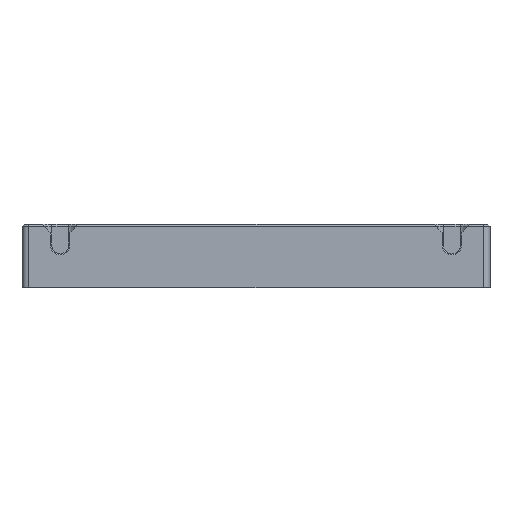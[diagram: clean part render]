
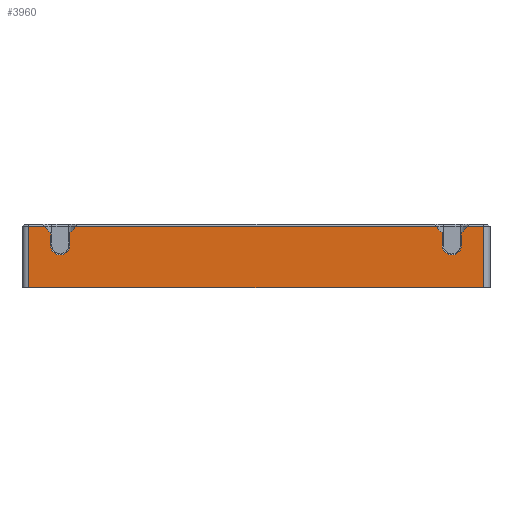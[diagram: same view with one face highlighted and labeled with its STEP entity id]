
A CAD part, top view. The second image highlights one B-rep face of the part: STEP entity #3960.
In plain terms, the highlighted planar face has unit normal (0, 0, 1).
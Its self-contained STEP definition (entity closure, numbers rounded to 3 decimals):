
#264=CIRCLE('',#4317,3.);
#265=CIRCLE('',#4318,1.7);
#266=CIRCLE('',#4319,3.);
#267=CIRCLE('',#4320,3.);
#268=CIRCLE('',#4321,1.7);
#269=CIRCLE('',#4322,3.);
#395=PLANE('',#4316);
#586=FACE_OUTER_BOUND('',#822,.T.);
#822=EDGE_LOOP('',(#3405,#3406,#3407,#3408,#3409,#3410,#3411,#3412,#3413,
#3414,#3415,#3416,#3417,#3418,#3419,#3420));
#1028=LINE('',#6192,#1410);
#1133=LINE('',#7205,#1515);
#1141=LINE('',#7303,#1523);
#1192=LINE('',#7791,#1574);
#1216=LINE('',#7864,#1598);
#1217=LINE('',#7869,#1599);
#1218=LINE('',#7873,#1600);
#1219=LINE('',#7878,#1601);
#1220=LINE('',#7882,#1602);
#1221=LINE('',#7884,#1603);
#1410=VECTOR('',#4771,80.756);
#1515=VECTOR('',#5026,2.876);
#1523=VECTOR('',#5048,64.152);
#1574=VECTOR('',#5207,2.876);
#1598=VECTOR('',#5259,10.9);
#1599=VECTOR('',#5264,2.208);
#1600=VECTOR('',#5267,2.208);
#1601=VECTOR('',#5272,2.208);
#1602=VECTOR('',#5275,2.208);
#1603=VECTOR('',#5278,10.9);
#1830=VERTEX_POINT('',#6189);
#1831=VERTEX_POINT('',#6191);
#1940=VERTEX_POINT('',#7202);
#1941=VERTEX_POINT('',#7204);
#1943=VERTEX_POINT('',#7300);
#1944=VERTEX_POINT('',#7302);
#1967=VERTEX_POINT('',#7788);
#1968=VERTEX_POINT('',#7790);
#1983=VERTEX_POINT('',#7866);
#1984=VERTEX_POINT('',#7868);
#1985=VERTEX_POINT('',#7870);
#1986=VERTEX_POINT('',#7872);
#1987=VERTEX_POINT('',#7875);
#1988=VERTEX_POINT('',#7877);
#1989=VERTEX_POINT('',#7879);
#1990=VERTEX_POINT('',#7881);
#2238=EDGE_CURVE('',#1831,#1830,#1028,.T.);
#2393=EDGE_CURVE('',#1940,#1941,#1133,.T.);
#2403=EDGE_CURVE('',#1943,#1944,#1141,.T.);
#2472=EDGE_CURVE('',#1967,#1968,#1192,.T.);
#2501=EDGE_CURVE('',#1968,#1830,#1216,.T.);
#2502=EDGE_CURVE('',#1967,#1983,#264,.T.);
#2503=EDGE_CURVE('',#1983,#1984,#1217,.T.);
#2504=EDGE_CURVE('',#1984,#1985,#265,.T.);
#2505=EDGE_CURVE('',#1985,#1986,#1218,.T.);
#2506=EDGE_CURVE('',#1986,#1944,#266,.T.);
#2507=EDGE_CURVE('',#1987,#1943,#267,.T.);
#2508=EDGE_CURVE('',#1988,#1987,#1219,.T.);
#2509=EDGE_CURVE('',#1989,#1988,#268,.T.);
#2510=EDGE_CURVE('',#1990,#1989,#1220,.T.);
#2511=EDGE_CURVE('',#1941,#1990,#269,.T.);
#2512=EDGE_CURVE('',#1831,#1940,#1221,.T.);
#3405=ORIENTED_EDGE('',*,*,#2472,.F.);
#3406=ORIENTED_EDGE('',*,*,#2502,.T.);
#3407=ORIENTED_EDGE('',*,*,#2503,.T.);
#3408=ORIENTED_EDGE('',*,*,#2504,.T.);
#3409=ORIENTED_EDGE('',*,*,#2505,.T.);
#3410=ORIENTED_EDGE('',*,*,#2506,.T.);
#3411=ORIENTED_EDGE('',*,*,#2403,.F.);
#3412=ORIENTED_EDGE('',*,*,#2507,.F.);
#3413=ORIENTED_EDGE('',*,*,#2508,.F.);
#3414=ORIENTED_EDGE('',*,*,#2509,.F.);
#3415=ORIENTED_EDGE('',*,*,#2510,.F.);
#3416=ORIENTED_EDGE('',*,*,#2511,.F.);
#3417=ORIENTED_EDGE('',*,*,#2393,.F.);
#3418=ORIENTED_EDGE('',*,*,#2512,.F.);
#3419=ORIENTED_EDGE('',*,*,#2238,.T.);
#3420=ORIENTED_EDGE('',*,*,#2501,.F.);
#3960=ADVANCED_FACE('',(#586),#395,.F.);
#4316=AXIS2_PLACEMENT_3D('',#7865,#5260,#5261);
#4317=AXIS2_PLACEMENT_3D('',#7867,#5262,#5263);
#4318=AXIS2_PLACEMENT_3D('',#7871,#5265,#5266);
#4319=AXIS2_PLACEMENT_3D('',#7874,#5268,#5269);
#4320=AXIS2_PLACEMENT_3D('',#7876,#5270,#5271);
#4321=AXIS2_PLACEMENT_3D('',#7880,#5273,#5274);
#4322=AXIS2_PLACEMENT_3D('',#7883,#5276,#5277);
#4771=DIRECTION('',(1.,0.,0.));
#5026=DIRECTION('',(1.,0.,0.));
#5048=DIRECTION('',(1.,0.,0.));
#5207=DIRECTION('',(1.,0.,0.));
#5259=DIRECTION('',(0.,-1.,0.));
#5260=DIRECTION('center_axis',(0.,0.,-1.));
#5261=DIRECTION('ref_axis',(0.,-1.,0.));
#5262=DIRECTION('center_axis',(0.,0.,-1.));
#5263=DIRECTION('ref_axis',(0.,1.,0.));
#5264=DIRECTION('',(0.,-1.,0.));
#5265=DIRECTION('center_axis',(0.,0.,-1.));
#5266=DIRECTION('ref_axis',(0.,1.,0.));
#5267=DIRECTION('',(0.,1.,0.));
#5268=DIRECTION('center_axis',(0.,0.,-1.));
#5269=DIRECTION('ref_axis',(0.,1.,0.));
#5270=DIRECTION('center_axis',(0.,0.,1.));
#5271=DIRECTION('ref_axis',(0.,-1.,0.));
#5272=DIRECTION('',(0.,1.,0.));
#5273=DIRECTION('center_axis',(0.,0.,1.));
#5274=DIRECTION('ref_axis',(0.,-1.,0.));
#5275=DIRECTION('',(0.,-1.,0.));
#5276=DIRECTION('center_axis',(0.,0.,1.));
#5277=DIRECTION('ref_axis',(0.,-1.,0.));
#5278=DIRECTION('',(0.,1.,0.));
#6189=CARTESIAN_POINT('',(40.278,-127.974,-151.708));
#6191=CARTESIAN_POINT('',(-40.478,-127.974,-151.708));
#6192=CARTESIAN_POINT('',(-40.478,-127.974,-151.708));
#7202=CARTESIAN_POINT('',(-40.478,-117.074,-151.708));
#7204=CARTESIAN_POINT('',(-37.602,-117.074,-151.708));
#7205=CARTESIAN_POINT('',(-40.478,-117.074,-151.708));
#7300=CARTESIAN_POINT('',(-32.176,-117.074,-151.708));
#7302=CARTESIAN_POINT('',(31.976,-117.074,-151.708));
#7303=CARTESIAN_POINT('',(-32.176,-117.074,-151.708));
#7788=CARTESIAN_POINT('',(37.402,-117.074,-151.708));
#7790=CARTESIAN_POINT('',(40.278,-117.074,-151.708));
#7791=CARTESIAN_POINT('',(37.402,-117.074,-151.708));
#7864=CARTESIAN_POINT('',(40.278,-117.074,-151.708));
#7865=CARTESIAN_POINT('Origin',(34.689,-120.474,-151.708));
#7866=CARTESIAN_POINT('',(36.389,-118.266,-151.708));
#7867=CARTESIAN_POINT('Origin',(34.689,-115.794,-151.708));
#7868=CARTESIAN_POINT('',(36.389,-120.474,-151.708));
#7869=CARTESIAN_POINT('',(36.389,-118.266,-151.708));
#7870=CARTESIAN_POINT('',(32.989,-120.474,-151.708));
#7871=CARTESIAN_POINT('Origin',(34.689,-120.474,-151.708));
#7872=CARTESIAN_POINT('',(32.989,-118.266,-151.708));
#7873=CARTESIAN_POINT('',(32.989,-120.474,-151.708));
#7874=CARTESIAN_POINT('Origin',(34.689,-115.794,-151.708));
#7875=CARTESIAN_POINT('',(-33.189,-118.266,-151.708));
#7876=CARTESIAN_POINT('Origin',(-34.889,-115.794,-151.708));
#7877=CARTESIAN_POINT('',(-33.189,-120.474,-151.708));
#7878=CARTESIAN_POINT('',(-33.189,-120.474,-151.708));
#7879=CARTESIAN_POINT('',(-36.589,-120.474,-151.708));
#7880=CARTESIAN_POINT('Origin',(-34.889,-120.474,-151.708));
#7881=CARTESIAN_POINT('',(-36.589,-118.266,-151.708));
#7882=CARTESIAN_POINT('',(-36.589,-118.266,-151.708));
#7883=CARTESIAN_POINT('Origin',(-34.889,-115.794,-151.708));
#7884=CARTESIAN_POINT('',(-40.478,-127.974,-151.708));
